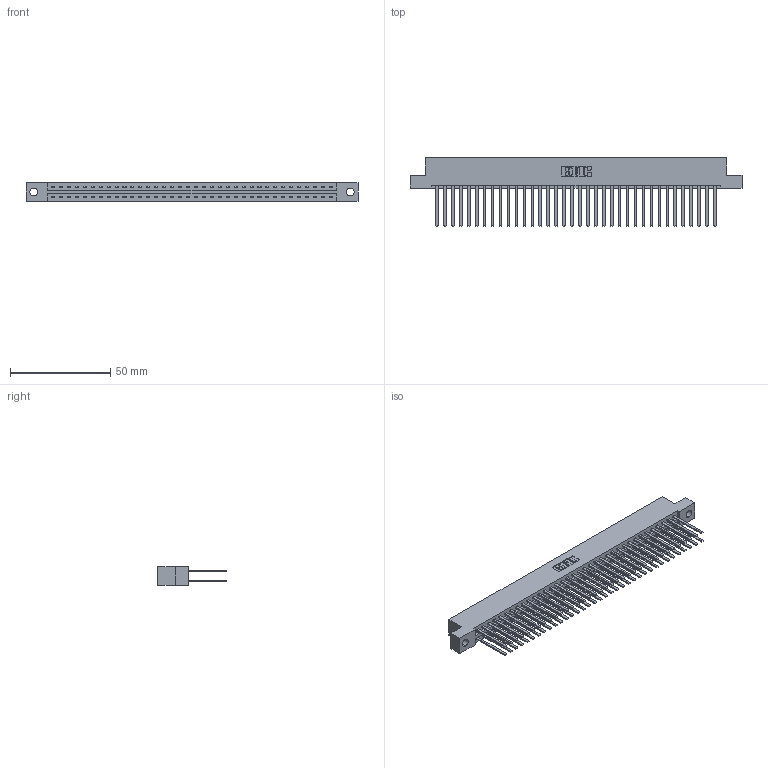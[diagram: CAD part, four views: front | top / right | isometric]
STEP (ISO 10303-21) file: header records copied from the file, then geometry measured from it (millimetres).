
FILE_DESCRIPTION (( 'STEP AP203' ), '1' );
FILE_NAME ('337-072-544-204.STEP', '2018-08-11T15:08:05', ( '' ), ( '' ), 'SwSTEP 2.0', 'SolidWorks 2016', '' );
FILE_SCHEMA (( 'CONFIG_CONTROL_DESIGN' ));
Length unit declared in the file: inch
Products named in the file (3): 337 Part_Flush Mounting Lugs - 0.156 Dia-TH; 345-292-001_345-293-144; 337-072-544-204
Assembly tree (73 placements, depth 2):
  337-072-544-204
    337 Part_Flush Mounting Lugs - 0.156 Dia-TH
    345-292-001_345-293-144  x72
Bounding box: 165.66 x 34.3 x 9.4 mm (x, y, z)
Volume: 18300 mm3; surface area: 23724.5 mm2
Topology: 73 solids, 73 shells, 3570 faces, 10607 edges, 6974 vertices
Faces by surface type: plane 2518, cylinder 1052
Entity records: 28507 total; most frequent: CARTESIAN_POINT 4806, ORIENTED_EDGE 4742, DIRECTION 4095, EDGE_CURVE 2371, VECTOR 2247, LINE 2247, VERTEX_POINT 1578, AXIS2_PLACEMENT_3D 924
